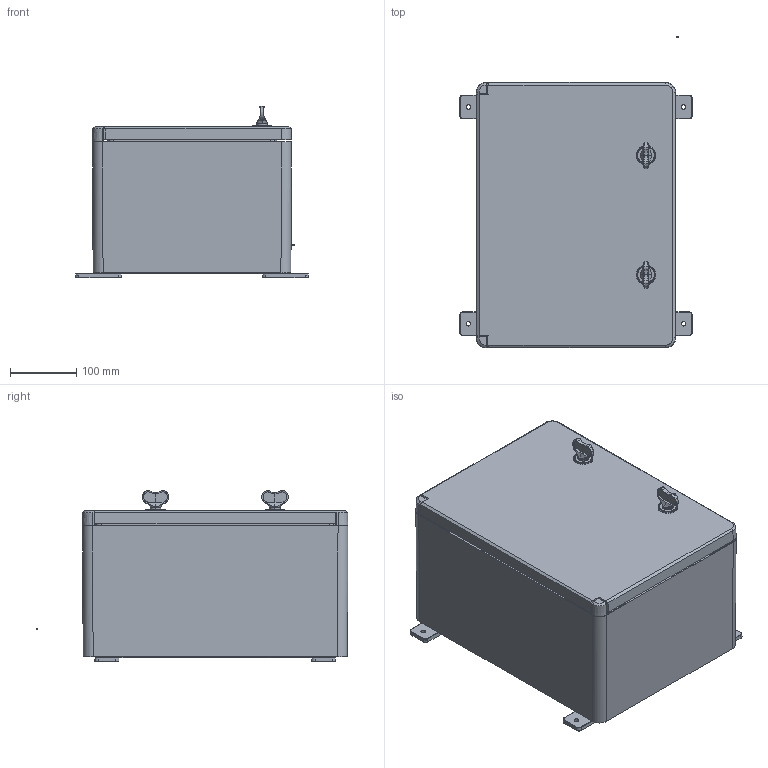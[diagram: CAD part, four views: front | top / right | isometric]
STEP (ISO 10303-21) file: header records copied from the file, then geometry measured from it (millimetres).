
FILE_DESCRIPTION (( 'STEP AP214' ), '1' );
FILE_NAME ('MKP92-N-403022-65 ÙÌÏï-ÓÕË1-IP65 IEK.STEP', '2024-03-11T11:50:21', ( '' ), ( '' ), 'SwSTEP 2.0', 'SolidWorks 2022', '' );
FILE_SCHEMA (( 'AUTOMOTIVE_DESIGN' ));
Length unit declared in the file: millimetre
Products named in the file (12): 300x400x220.sldasm-Part-2-1; kilit-aparat-7; kilit-7; ayak-5; 300x400x220.sldasm-Part-1-1; MKP92-N-403022-65 ЩМПп-УХЛ1-IP65 IEK; 300x400x220.sldasm-Part-5-1; anahtar-7; 300x400-1; 300x400x220.sldasm-Part-6-1; anahtar-7_2
Assembly tree (17 placements, depth 3):
  MKP92-N-403022-65 ЩМПп-УХЛ1-IP65 IEK
    300x400x220.sldasm-Part-1-1
    300x400x220.sldasm-Part-2-1
    300x400x220.sldasm-Part-5-1
    300x400x220.sldasm-Part-6-1
    300x400-1
    kilit-aparat-7  x2
    anahtar-7  x2
      anahtar-7_2
      anahtar-7
    kilit-7  x2
    ayak-5  x4
Bounding box: 350.68 x 470 x 257.8 mm (x, y, z)
Volume: 2335434.5 mm3; surface area: 1613706.5 mm2
Topology: 17 solids, 17 shells, 2654 faces, 6721 edges, 4332 vertices
Faces by surface type: plane 1626, cone 362, cylinder 338, bspline 328
Entity records: 76514 total; most frequent: CARTESIAN_POINT 27014, ORIENTED_EDGE 10804, DIRECTION 9066, EDGE_CURVE 5402, VECTOR 3536, LINE 3536, VERTEX_POINT 3494, AXIS2_PLACEMENT_3D 2765
